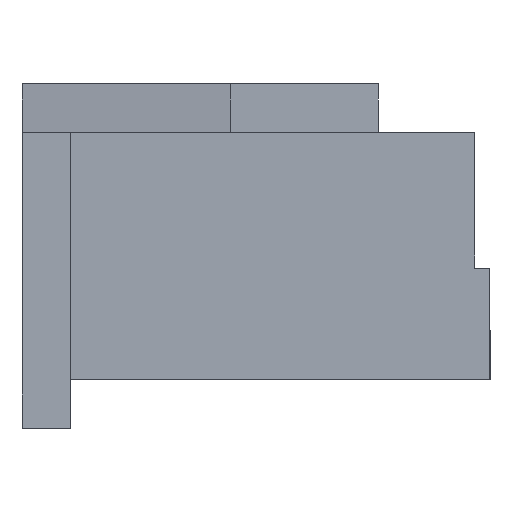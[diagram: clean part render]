
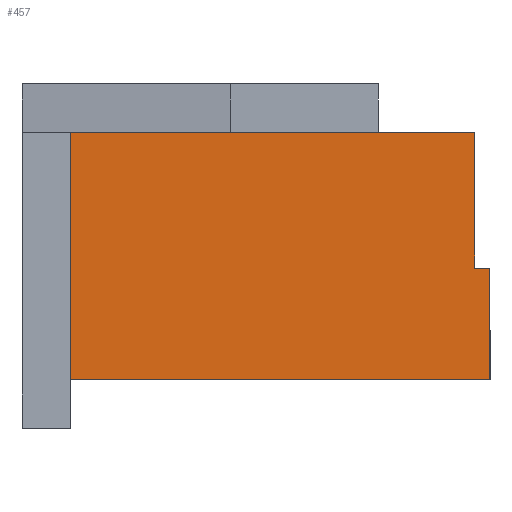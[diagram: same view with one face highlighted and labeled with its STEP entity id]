
A CAD part, left-side view. The second image highlights one B-rep face of the part: STEP entity #457.
In plain terms, the highlighted planar face has unit normal (-1, 0, 0).
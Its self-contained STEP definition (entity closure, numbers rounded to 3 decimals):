
#13 = VERTEX_POINT ( 'NONE', #1772 ) ;
#110 = ORIENTED_EDGE ( 'NONE', *, *, #115, .T. ) ;
#114 = ORIENTED_EDGE ( 'NONE', *, *, #909, .T. ) ;
#115 = EDGE_CURVE ( 'NONE', #13, #445, #1945, .T. ) ;
#434 = EDGE_LOOP ( 'NONE', ( #452, #451, #455, #114, #110, #5105 ) ) ;
#445 = VERTEX_POINT ( 'NONE', #2462 ) ;
#451 = ORIENTED_EDGE ( 'NONE', *, *, #454, .F. ) ;
#452 = ORIENTED_EDGE ( 'NONE', *, *, #453, .F. ) ;
#453 = EDGE_CURVE ( 'NONE', #5097, #5137, #2517, .T. ) ;
#454 = EDGE_CURVE ( 'NONE', #5102, #5097, #2513, .T. ) ;
#455 = ORIENTED_EDGE ( 'NONE', *, *, #456, .F. ) ;
#456 = EDGE_CURVE ( 'NONE', #910, #5102, #2509, .T. ) ;
#457 = ADVANCED_FACE ( 'NONE', ( #2505 ), #2504, .T. ) ;
#909 = EDGE_CURVE ( 'NONE', #910, #13, #3207, .T. ) ;
#910 = VERTEX_POINT ( 'NONE', #3203 ) ;
#1772 = CARTESIAN_POINT ( 'NONE',  ( -10.35, -3.88, 0.8 ) ) ;
#1942 = DIRECTION ( 'NONE',  ( 0., 0., 1. ) ) ;
#1943 = VECTOR ( 'NONE', #1942, 1000. ) ;
#1944 = CARTESIAN_POINT ( 'NONE',  ( -10.35, -3.88, 0.8 ) ) ;
#1945 = LINE ( 'NONE', #1944, #1943 ) ;
#2462 = CARTESIAN_POINT ( 'NONE',  ( -10.35, -3.88, 2.65 ) ) ;
#2500 = DIRECTION ( 'NONE',  ( 0., 0., 1. ) ) ;
#2501 = DIRECTION ( 'NONE',  ( -1., 0., 0. ) ) ;
#2502 = CARTESIAN_POINT ( 'NONE',  ( -10.35, 3.87, 0.8 ) ) ;
#2503 = AXIS2_PLACEMENT_3D ( 'NONE', #2502, #2501, #2500 ) ;
#2504 = PLANE ( 'NONE',  #2503 ) ;
#2505 = FACE_OUTER_BOUND ( 'NONE', #434, .T. ) ;
#2506 = DIRECTION ( 'NONE',  ( 0., 0., 1. ) ) ;
#2507 = VECTOR ( 'NONE', #2506, 1000. ) ;
#2508 = CARTESIAN_POINT ( 'NONE',  ( -10.35, 3.07, 0.8 ) ) ;
#2509 = LINE ( 'NONE', #2508, #2507 ) ;
#2510 = DIRECTION ( 'NONE',  ( 0., -1., 0. ) ) ;
#2511 = VECTOR ( 'NONE', #2510, 1000. ) ;
#2512 = CARTESIAN_POINT ( 'NONE',  ( -10.35, 3.87, 4.9 ) ) ;
#2513 = LINE ( 'NONE', #2512, #2511 ) ;
#2514 = DIRECTION ( 'NONE',  ( 0., 0., -1. ) ) ;
#2515 = VECTOR ( 'NONE', #2514, 1000. ) ;
#2516 = CARTESIAN_POINT ( 'NONE',  ( -10.35, -3.63, 0.8 ) ) ;
#2517 = LINE ( 'NONE', #2516, #2515 ) ;
#3203 = CARTESIAN_POINT ( 'NONE',  ( -10.35, 3.07, 0.8 ) ) ;
#3204 = DIRECTION ( 'NONE',  ( 0., -1., 0. ) ) ;
#3205 = VECTOR ( 'NONE', #3204, 1000. ) ;
#3206 = CARTESIAN_POINT ( 'NONE',  ( -10.35, 3.87, 0.8 ) ) ;
#3207 = LINE ( 'NONE', #3206, #3205 ) ;
#4838 = CARTESIAN_POINT ( 'NONE',  ( -10.35, 3.07, 4.9 ) ) ;
#4839 = DIRECTION ( 'NONE',  ( 0., -1., 0. ) ) ;
#4840 = VECTOR ( 'NONE', #4839, 1000. ) ;
#4841 = CARTESIAN_POINT ( 'NONE',  ( -10.35, 3.87, 2.65 ) ) ;
#4842 = LINE ( 'NONE', #4841, #4840 ) ;
#4847 = CARTESIAN_POINT ( 'NONE',  ( -10.35, -3.63, 4.9 ) ) ;
#4913 = CARTESIAN_POINT ( 'NONE',  ( -10.35, -3.63, 2.65 ) ) ;
#5097 = VERTEX_POINT ( 'NONE', #4847 ) ;
#5101 = EDGE_CURVE ( 'NONE', #5137, #445, #4842, .T. ) ;
#5102 = VERTEX_POINT ( 'NONE', #4838 ) ;
#5105 = ORIENTED_EDGE ( 'NONE', *, *, #5101, .F. ) ;
#5137 = VERTEX_POINT ( 'NONE', #4913 ) ;
